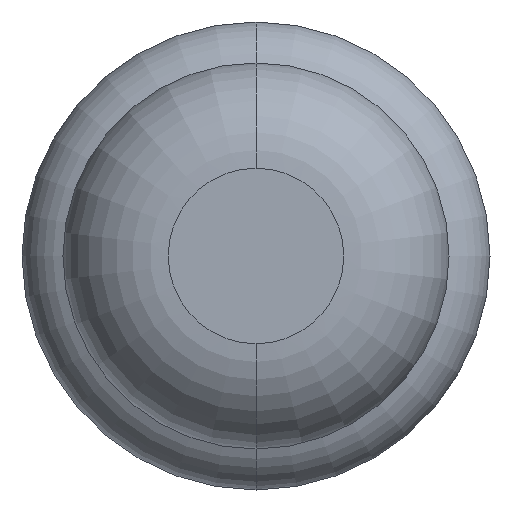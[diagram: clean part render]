
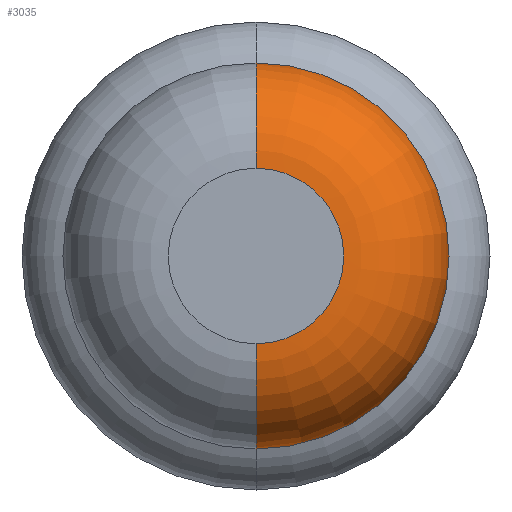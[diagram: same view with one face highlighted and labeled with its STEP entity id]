
A CAD part, front view. The second image highlights one B-rep face of the part: STEP entity #3035.
In plain terms, the highlighted toroidal (fillet/blend) face has major radius 0.375 mm and minor radius 0.45 mm.
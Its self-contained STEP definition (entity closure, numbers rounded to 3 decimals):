
#241 = VERTEX_POINT ( 'NONE', #2542 ) ;
#383 = ORIENTED_EDGE ( 'NONE', *, *, #3964, .F. ) ;
#441 = DIRECTION ( 'NONE',  ( 0., 0., 1. ) ) ;
#448 = AXIS2_PLACEMENT_3D ( 'NONE', #1518, #3412, #2183 ) ;
#513 = DIRECTION ( 'NONE',  ( 0., 1., 0. ) ) ;
#821 = DIRECTION ( 'NONE',  ( 0., 0., 1. ) ) ;
#966 = EDGE_CURVE ( 'NONE', #1311, #241, #3647, .T. ) ;
#1079 = CARTESIAN_POINT ( 'NONE',  ( 0., -30.4, 0. ) ) ;
#1183 = DIRECTION ( 'NONE',  ( 0., 0., 1. ) ) ;
#1311 = VERTEX_POINT ( 'NONE', #3785 ) ;
#1438 = CIRCLE ( 'NONE', #3685, 0.45 ) ;
#1447 = EDGE_CURVE ( 'NONE', #2260, #2251, #1438, .T. ) ;
#1518 = CARTESIAN_POINT ( 'NONE',  ( 0., -29.95, -0.375 ) ) ;
#1547 = AXIS2_PLACEMENT_3D ( 'NONE', #2093, #513, #2078 ) ;
#1717 = DIRECTION ( 'NONE',  ( 0., 1., 0. ) ) ;
#1766 = CARTESIAN_POINT ( 'NONE',  ( 0., -29.95, 0.375 ) ) ;
#2078 = DIRECTION ( 'NONE',  ( 0., 0., 1. ) ) ;
#2093 = CARTESIAN_POINT ( 'NONE',  ( 0., -29.95, 0. ) ) ;
#2151 = TOROIDAL_SURFACE ( 'NONE', #1547, 0.375, 0.45 ) ;
#2183 = DIRECTION ( 'NONE',  ( 0., 0., -1. ) ) ;
#2189 = AXIS2_PLACEMENT_3D ( 'NONE', #1079, #1717, #441 ) ;
#2236 = CARTESIAN_POINT ( 'NONE',  ( 0., -29.95, 0.825 ) ) ;
#2251 = VERTEX_POINT ( 'NONE', #2236 ) ;
#2260 = VERTEX_POINT ( 'NONE', #4093 ) ;
#2473 = EDGE_CURVE ( 'Defeature ausgef�hrt1_6+Defeature ausgef�hrt1_5+Defeature ausgef�hrt1_5+Defeature ausgef�hrt1_5', #2260, #1311, #4030, .T. ) ;
#2542 = CARTESIAN_POINT ( 'NONE',  ( 0., -29.95, -0.825 ) ) ;
#2659 = DIRECTION ( 'NONE',  ( -1., 0., 0. ) ) ;
#3015 = ORIENTED_EDGE ( 'NONE', *, *, #1447, .F. ) ;
#3035 = ADVANCED_FACE ( 'Defeature ausgef�hrt1_6', ( #3142 ), #2151, .T. ) ;
#3142 = FACE_OUTER_BOUND ( 'NONE', #3651, .T. ) ;
#3180 = CIRCLE ( 'NONE', #3775, 0.825 ) ;
#3412 = DIRECTION ( 'NONE',  ( 1., 0., 0. ) ) ;
#3535 = ORIENTED_EDGE ( 'NONE', *, *, #966, .T. ) ;
#3593 = ORIENTED_EDGE ( 'NONE', *, *, #2473, .T. ) ;
#3647 = CIRCLE ( 'NONE', #448, 0.45 ) ;
#3651 = EDGE_LOOP ( 'NONE', ( #3593, #3535, #383, #3015 ) ) ;
#3685 = AXIS2_PLACEMENT_3D ( 'NONE', #1766, #2659, #821 ) ;
#3775 = AXIS2_PLACEMENT_3D ( 'NONE', #3980, #3941, #1183 ) ;
#3785 = CARTESIAN_POINT ( 'NONE',  ( 0., -30.4, -0.375 ) ) ;
#3941 = DIRECTION ( 'NONE',  ( 0., 1., 0. ) ) ;
#3964 = EDGE_CURVE ( 'Defeature ausgef�hrt1_7+Defeature ausgef�hrt1_6+Defeature ausgef�hrt1_6+Defeature ausgef�hrt1_6', #2251, #241, #3180, .T. ) ;
#3980 = CARTESIAN_POINT ( 'NONE',  ( 0., -29.95, 0. ) ) ;
#4030 = CIRCLE ( 'NONE', #2189, 0.375 ) ;
#4093 = CARTESIAN_POINT ( 'NONE',  ( 0., -30.4, 0.375 ) ) ;
